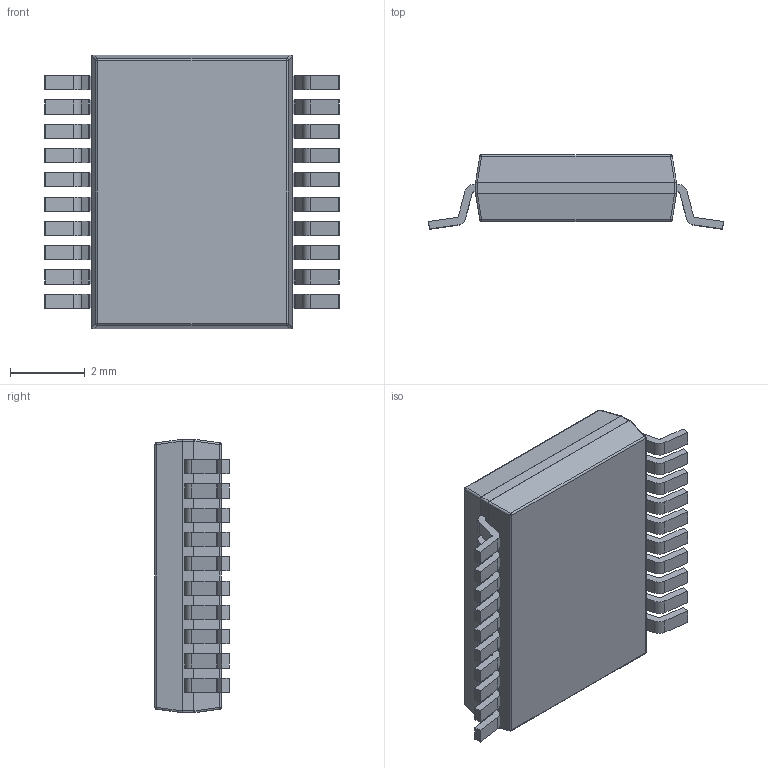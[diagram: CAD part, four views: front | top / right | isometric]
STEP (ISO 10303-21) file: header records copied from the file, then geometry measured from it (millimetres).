
FILE_DESCRIPTION (( 'STEP AP214' ), '1' );
FILE_NAME ('User Library-SSOP 20 PIN-1.STEP', '2011-04-16T13:59:49', ( 'sysAdmin' ), ( 'SolidWorks' ), 'SwSTEP 2.0', 'SolidWorks 2011', '' );
FILE_SCHEMA (( 'AUTOMOTIVE_DESIGN' ));
Length unit declared in the file: millimetre
Products named in the file (1): User Library-SSOP 20 PIN-1
Bounding box: 7.9 x 1.99 x 7.33 mm (x, y, z)
Volume: 71 mm3; surface area: 160.8 mm2
Topology: 1 solids, 1 shells, 337 faces, 880 edges, 557 vertices
Faces by surface type: plane 194, cylinder 118, sphere 25
Entity records: 13903 total; most frequent: DIRECTION 1782, CARTESIAN_POINT 1764, ORIENTED_EDGE 1740, EDGE_CURVE 870, VECTOR 634, LINE 634, AXIS2_PLACEMENT_3D 574, VERTEX_POINT 556
